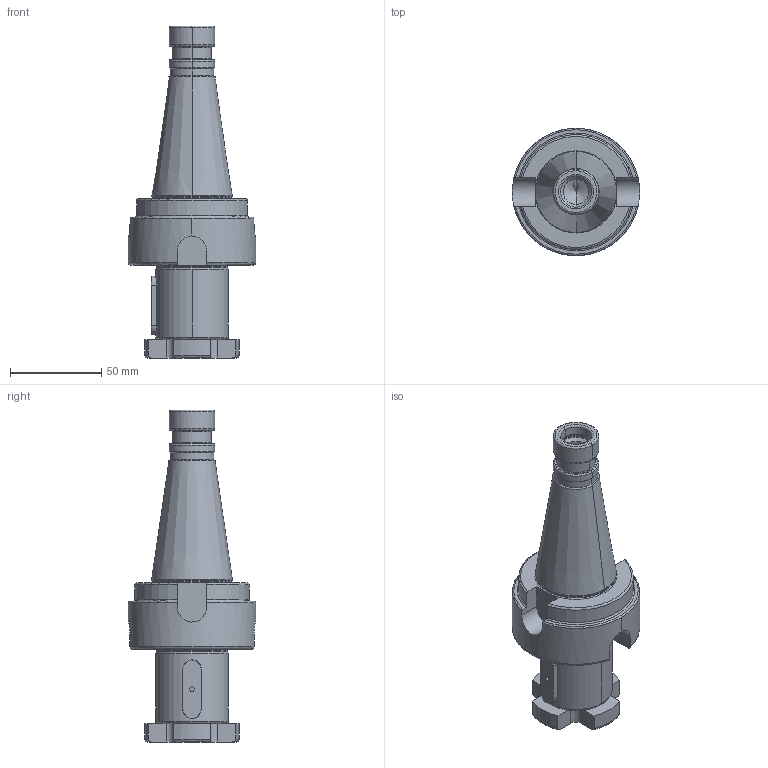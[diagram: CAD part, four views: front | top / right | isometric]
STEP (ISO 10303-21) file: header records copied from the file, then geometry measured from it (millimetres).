
FILE_DESCRIPTION((''),'2;1');
FILE_NAME('401_10_40','2020-09-04T',('103090'),(''),'CREO PARAMETRIC BY PTC INC, 2016260','CREO PARAMETRIC BY PTC INC, 2016260','');
FILE_SCHEMA(('CONFIG_CONTROL_DESIGN'));
Length unit declared in the file: millimetre
Products named in the file (1): 401_10_40
Bounding box: 70 x 70 x 182.4 mm (x, y, z)
Volume: 250721.1 mm3; surface area: 38445.4 mm2
Topology: 1 solids, 2 shells, 148 faces, 352 edges, 211 vertices
Faces by surface type: plane 48, cylinder 44, torus 38, cone 18
Entity records: 4600 total; most frequent: CARTESIAN_POINT 1100, DIRECTION 776, ORIENTED_EDGE 700, EDGE_CURVE 350, AXIS2_PLACEMENT_3D 313, VERTEX_POINT 211, CIRCLE 162, EDGE_LOOP 153
